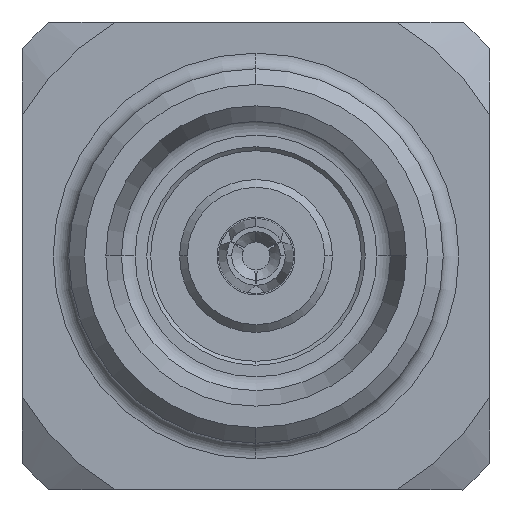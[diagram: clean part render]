
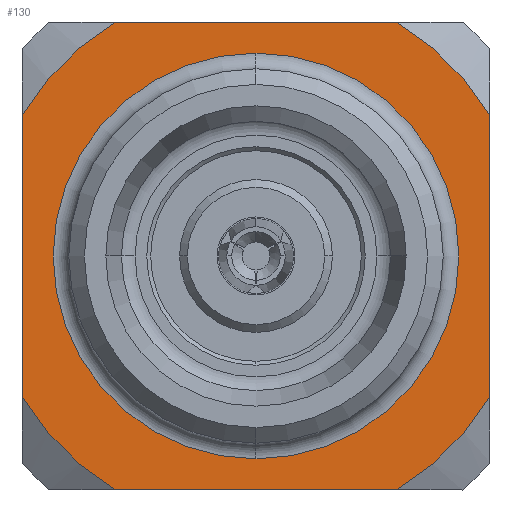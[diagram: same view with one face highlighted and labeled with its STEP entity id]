
A CAD part, left-side view. The second image highlights one B-rep face of the part: STEP entity #130.
In plain terms, the highlighted planar face has unit normal (-1, 0, 0).
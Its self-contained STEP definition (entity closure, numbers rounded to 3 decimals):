
#130=ADVANCED_FACE('NONE',(#324,#325),#326,.T.);
#324=FACE_OUTER_BOUND('',#540,.T.);
#325=FACE_BOUND('',#541,.T.);
#326=PLANE('',#542);
#540=EDGE_LOOP('',(#1261,#1262,#1263,#1264,#1265,#1266,#1267,#1268));
#541=EDGE_LOOP('',(#1269,#1270));
#542=AXIS2_PLACEMENT_3D('',#1271,#1272,#1273);
#1261=ORIENTED_EDGE('',*,*,#1672,.T.);
#1262=ORIENTED_EDGE('',*,*,#1673,.T.);
#1263=ORIENTED_EDGE('',*,*,#1674,.T.);
#1264=ORIENTED_EDGE('',*,*,#1637,.T.);
#1265=ORIENTED_EDGE('',*,*,#1645,.T.);
#1266=ORIENTED_EDGE('',*,*,#1675,.T.);
#1267=ORIENTED_EDGE('',*,*,#1647,.T.);
#1268=ORIENTED_EDGE('',*,*,#1629,.T.);
#1269=ORIENTED_EDGE('',*,*,#1458,.T.);
#1270=ORIENTED_EDGE('',*,*,#1630,.T.);
#1271=CARTESIAN_POINT('',(0.05,-3.0,-3.0));
#1272=DIRECTION('',(-1.0,0.0,0.0));
#1273=DIRECTION('',(0.0,0.0,1.0));
#1458=EDGE_CURVE('NONE',#1754,#1752,#1755,.T.);
#1629=EDGE_CURVE('NONE',#2025,#2035,#2037,.T.);
#1630=EDGE_CURVE('NONE',#1752,#1754,#2038,.T.);
#1637=EDGE_CURVE('NONE',#2039,#2049,#2051,.T.);
#1645=EDGE_CURVE('NONE',#2049,#2062,#2064,.T.);
#1647=EDGE_CURVE('NONE',#2067,#2025,#2068,.T.);
#1672=EDGE_CURVE('NONE',#2035,#2105,#2107,.T.);
#1673=EDGE_CURVE('NONE',#2105,#2108,#2109,.T.);
#1674=EDGE_CURVE('NONE',#2108,#2039,#2110,.T.);
#1675=EDGE_CURVE('NONE',#2062,#2067,#2111,.T.);
#1752=VERTEX_POINT('NONE',#2208);
#1754=VERTEX_POINT('NONE',#2210);
#1755=CIRCLE('',#2211,2.6);
#2025=VERTEX_POINT('NONE',#2645);
#2035=VERTEX_POINT('NONE',#2662);
#2037=LINE('',#2667,#2668);
#2038=CIRCLE('',#2669,2.6);
#2039=VERTEX_POINT('NONE',#2670);
#2049=VERTEX_POINT('NONE',#2687);
#2051=LINE('',#2692,#2693);
#2062=VERTEX_POINT('NONE',#2706);
#2064=CIRCLE('',#2711,3.5);
#2067=VERTEX_POINT('NONE',#2714);
#2068=CIRCLE('',#2715,3.5);
#2105=VERTEX_POINT('NONE',#2774);
#2107=CIRCLE('',#2779,3.5);
#2108=VERTEX_POINT('NONE',#2780);
#2109=LINE('',#2781,#2782);
#2110=CIRCLE('',#2783,3.5);
#2111=LINE('',#2784,#2785);
#2208=CARTESIAN_POINT('',(0.05,0.,-2.6));
#2210=CARTESIAN_POINT('',(0.05,0.0,2.6));
#2211=AXIS2_PLACEMENT_3D('',#2879,#2880,#2881);
#2645=CARTESIAN_POINT('',(0.05,1.803,-3.0));
#2662=CARTESIAN_POINT('',(0.05,-1.803,-3.0));
#2667=CARTESIAN_POINT('',(0.05,0.0,-3.0));
#2668=VECTOR('',#3185,1000.0);
#2669=AXIS2_PLACEMENT_3D('',#3186,#3187,#3188);
#2670=CARTESIAN_POINT('',(0.05,-1.803,3.0));
#2687=CARTESIAN_POINT('',(0.05,1.803,3.0));
#2692=CARTESIAN_POINT('',(0.05,0.0,3.0));
#2693=VECTOR('',#3193,1000.0);
#2706=CARTESIAN_POINT('',(0.05,3.0,1.803));
#2711=AXIS2_PLACEMENT_3D('',#3208,#3209,#3210);
#2714=CARTESIAN_POINT('',(0.05,3.0,-1.803));
#2715=AXIS2_PLACEMENT_3D('',#3214,#3215,#3216);
#2774=CARTESIAN_POINT('',(0.05,-3.0,-1.803));
#2779=AXIS2_PLACEMENT_3D('',#3245,#3246,#3247);
#2780=CARTESIAN_POINT('',(0.05,-3.0,1.803));
#2781=CARTESIAN_POINT('',(0.05,-3.0,0.0));
#2782=VECTOR('',#3248,1000.0);
#2783=AXIS2_PLACEMENT_3D('',#3249,#3250,#3251);
#2784=CARTESIAN_POINT('',(0.05,3.0,0.0));
#2785=VECTOR('',#3252,1000.0);
#2879=CARTESIAN_POINT('',(0.05,0.0,0.0));
#2880=DIRECTION('',(1.0,0.0,-0.0));
#2881=DIRECTION('',(0.0,0.0,1.0));
#3185=DIRECTION('',(-0.0,-1.0,-0.0));
#3186=CARTESIAN_POINT('',(0.05,0.0,0.0));
#3187=DIRECTION('',(1.0,0.0,-0.0));
#3188=DIRECTION('',(0.0,0.0,1.0));
#3193=DIRECTION('',(0.0,1.0,0.0));
#3208=CARTESIAN_POINT('',(0.05,0.,0.0));
#3209=DIRECTION('',(-1.0,0.,0.));
#3210=DIRECTION('',(0.,1.0,0.));
#3214=CARTESIAN_POINT('',(0.05,0.0,0.0));
#3215=DIRECTION('',(-1.0,0.,0.0));
#3216=DIRECTION('',(0.,1.0,0.0));
#3245=CARTESIAN_POINT('',(0.05,0.0,0.0));
#3246=DIRECTION('',(-1.0,0.,0.));
#3247=DIRECTION('',(0.,1.0,0.));
#3248=DIRECTION('',(0.0,0.0,1.0));
#3249=CARTESIAN_POINT('',(0.05,0.0,0.0));
#3250=DIRECTION('',(-1.0,0.,0.));
#3251=DIRECTION('',(0.,1.0,0.));
#3252=DIRECTION('',(0.0,0.0,-1.0));
